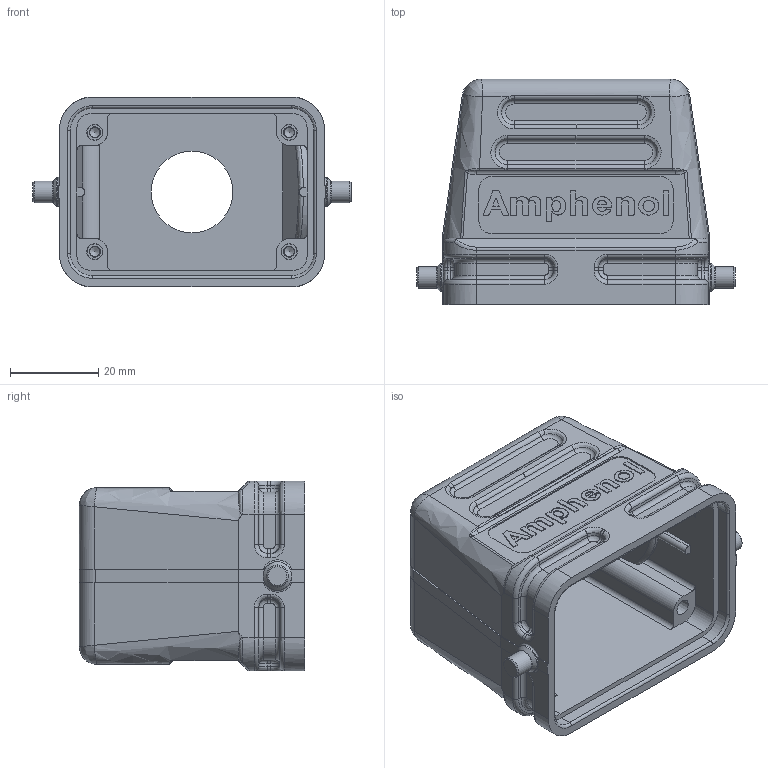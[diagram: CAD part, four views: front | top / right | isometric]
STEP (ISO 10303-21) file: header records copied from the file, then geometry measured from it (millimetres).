
FILE_DESCRIPTION(/* description */ (''),/* implementation_level */ '2;1');
FILE_NAME(/* name */ 'C146_21R006_606_1.stp',/* time_stamp */ '2018-02-02T08:59:25+01:00',/* author */ (''),/* organization */ (''),/* preprocessor_version */ 'ST-DEVELOPER v16',/* originating_system */ 'SIEMENS PLM Software NX 11.0',/* authorisation */ '');
FILE_SCHEMA (('AP203_CONFIGURATION_CONTROLLED_3D_DESIGN_OF_MECHANICAL_PARTS_AND_ASSEMBLIES_MIM_LF { 1 0 10303 403 2 1 2}'));
Length unit declared in the file: millimetre
Products named in the file (1): 13245nxs001-01
Bounding box: 72 x 51 x 43 mm (x, y, z)
Volume: 33700.4 mm3; surface area: 22285.4 mm2
Topology: 1 solids, 1 shells, 553 faces, 1391 edges, 851 vertices
Faces by surface type: plane 181, cylinder 148, bspline 121, extrusion 66, cone 24, torus 13
Full cylindrical faces by diameter (mm): 2.5 x4, 4.9 x2, 6.5 x2, 18.5 x1
Entity records: 23003 total; most frequent: CARTESIAN_POINT 7326, ORIENTED_EDGE 2654, DIRECTION 2235, EDGE_CURVE 1327, VERTEX_POINT 836, AXIS2_PLACEMENT_3D 765, VECTOR 705, LINE 639
